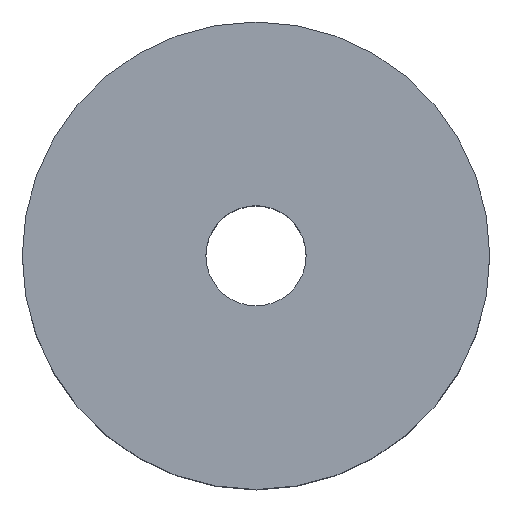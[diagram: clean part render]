
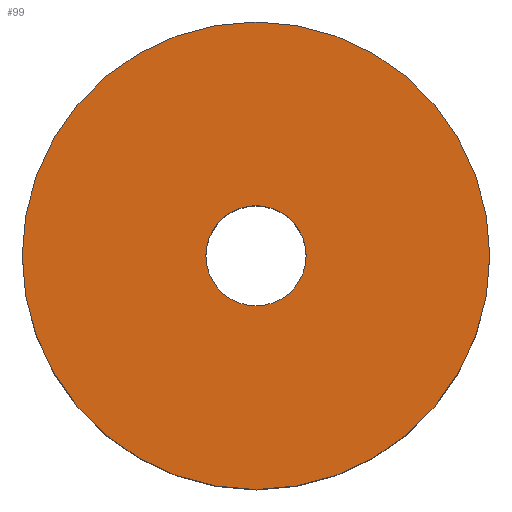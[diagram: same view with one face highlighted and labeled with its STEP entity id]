
A CAD part, top view. The second image highlights one B-rep face of the part: STEP entity #99.
In plain terms, the highlighted planar face has unit normal (0, 0, 1).
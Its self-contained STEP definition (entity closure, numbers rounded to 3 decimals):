
#1 = CARTESIAN_POINT ( 'NONE',  ( -14., 0., 13. ) ) ;
#10 = EDGE_LOOP ( 'NONE', ( #217, #324 ) ) ;
#19 = CARTESIAN_POINT ( 'NONE',  ( 0., 0., 13. ) ) ;
#33 = DIRECTION ( 'NONE',  ( 0., 0., 1. ) ) ;
#36 = EDGE_CURVE ( 'NONE', #353, #338, #163, .T. ) ;
#39 = DIRECTION ( 'NONE',  ( 1., 0., 0. ) ) ;
#40 = VERTEX_POINT ( 'NONE', #76 ) ;
#41 = CARTESIAN_POINT ( 'NONE',  ( -3., 0., 13. ) ) ;
#49 = DIRECTION ( 'NONE',  ( 0., 0., -1. ) ) ;
#55 = PLANE ( 'NONE',  #56 ) ;
#56 = AXIS2_PLACEMENT_3D ( 'NONE', #341, #311, #39 ) ;
#65 = DIRECTION ( 'NONE',  ( 0., 0., 1. ) ) ;
#76 = CARTESIAN_POINT ( 'NONE',  ( 14., 0., 13. ) ) ;
#79 = ORIENTED_EDGE ( 'NONE', *, *, #84, .T. ) ;
#82 = DIRECTION ( 'NONE',  ( -1., 0., 0. ) ) ;
#84 = EDGE_CURVE ( 'NONE', #338, #353, #218, .T. ) ;
#86 = DIRECTION ( 'NONE',  ( 1., 0., 0. ) ) ;
#99 = ADVANCED_FACE ( 'NONE', ( #195, #225 ), #55, .T. ) ;
#103 = ORIENTED_EDGE ( 'NONE', *, *, #36, .T. ) ;
#109 = EDGE_CURVE ( 'NONE', #245, #40, #196, .T. ) ;
#114 = CARTESIAN_POINT ( 'NONE',  ( 0., 0., 13. ) ) ;
#137 = CARTESIAN_POINT ( 'NONE',  ( 0., 0., 13. ) ) ;
#163 = CIRCLE ( 'NONE', #309, 3. ) ;
#180 = AXIS2_PLACEMENT_3D ( 'NONE', #114, #65, #197 ) ;
#190 = DIRECTION ( 'NONE',  ( -1., 0., 0. ) ) ;
#195 = FACE_BOUND ( 'NONE', #216, .T. ) ;
#196 = CIRCLE ( 'NONE', #180, 14. ) ;
#197 = DIRECTION ( 'NONE',  ( 1., 0., 0. ) ) ;
#216 = EDGE_LOOP ( 'NONE', ( #79, #103 ) ) ;
#217 = ORIENTED_EDGE ( 'NONE', *, *, #109, .T. ) ;
#218 = CIRCLE ( 'NONE', #365, 3. ) ;
#225 = FACE_OUTER_BOUND ( 'NONE', #10, .T. ) ;
#233 = AXIS2_PLACEMENT_3D ( 'NONE', #242, #33, #86 ) ;
#242 = CARTESIAN_POINT ( 'NONE',  ( 0., 0., 13. ) ) ;
#245 = VERTEX_POINT ( 'NONE', #1 ) ;
#249 = DIRECTION ( 'NONE',  ( 0., 0., -1. ) ) ;
#277 = EDGE_CURVE ( 'NONE', #40, #245, #350, .T. ) ;
#289 = CARTESIAN_POINT ( 'NONE',  ( 3., 0., 13. ) ) ;
#309 = AXIS2_PLACEMENT_3D ( 'NONE', #19, #49, #190 ) ;
#311 = DIRECTION ( 'NONE',  ( 0., 0., 1. ) ) ;
#324 = ORIENTED_EDGE ( 'NONE', *, *, #277, .T. ) ;
#338 = VERTEX_POINT ( 'NONE', #41 ) ;
#341 = CARTESIAN_POINT ( 'NONE',  ( 0., 0., 13. ) ) ;
#350 = CIRCLE ( 'NONE', #233, 14. ) ;
#353 = VERTEX_POINT ( 'NONE', #289 ) ;
#365 = AXIS2_PLACEMENT_3D ( 'NONE', #137, #249, #82 ) ;
